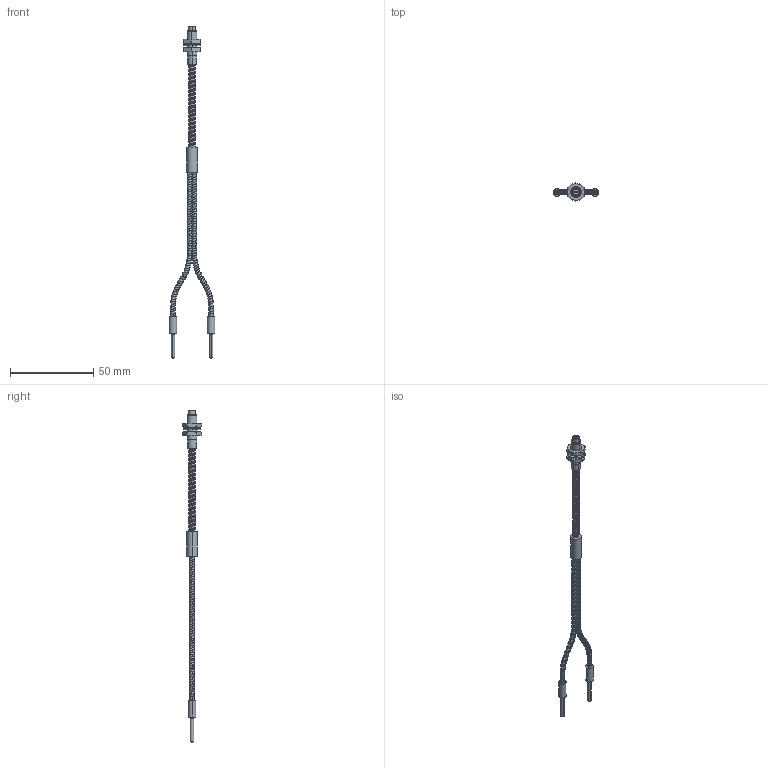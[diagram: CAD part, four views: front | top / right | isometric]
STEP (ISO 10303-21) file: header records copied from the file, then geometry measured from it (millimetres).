
FILE_DESCRIPTION((''),'2;1');
FILE_NAME('184512_ASM','2017-01-20T',('PDMAdmin'),('BANNER ENGINEERING'),'CREO PARAMETRIC BY PTC INC, 2016260','CREO PARAMETRIC BY PTC INC, 2016260','');
FILE_SCHEMA(('CONFIG_CONTROL_DESIGN'));
Products named in the file (2): 93948_AF2; 184512_ASM
Assembly tree (1 placements, depth 2):
  184512_ASM
    93948_AF2
Bounding box: 27.5 x 11.55 x 199.62 mm (x, y, z)
Volume: 3416.3 mm3; surface area: 4805.6 mm2
Topology: 2 solids, 5 shells, 350 faces, 961 edges, 636 vertices
Faces by surface type: cylinder 170, plane 56, bspline 44, cone 40, torus 40
Entity records: 45990 total; most frequent: CARTESIAN_POINT 37960, ORIENTED_EDGE 1894, DIRECTION 1285, EDGE_CURVE 961, VERTEX_POINT 636, AXIS2_PLACEMENT_3D 505, B_SPLINE_CURVE_WITH_KNOTS 492, EDGE_LOOP 370
